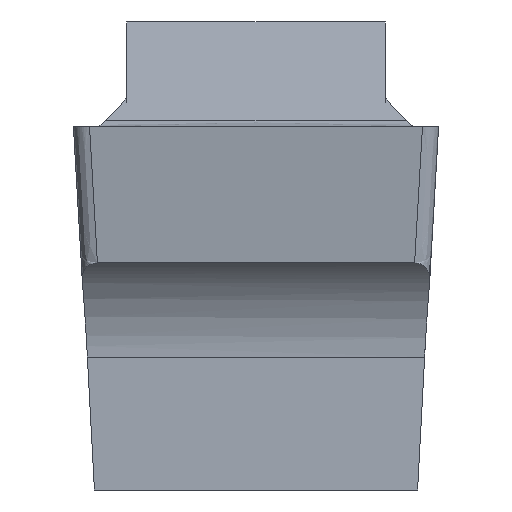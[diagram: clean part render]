
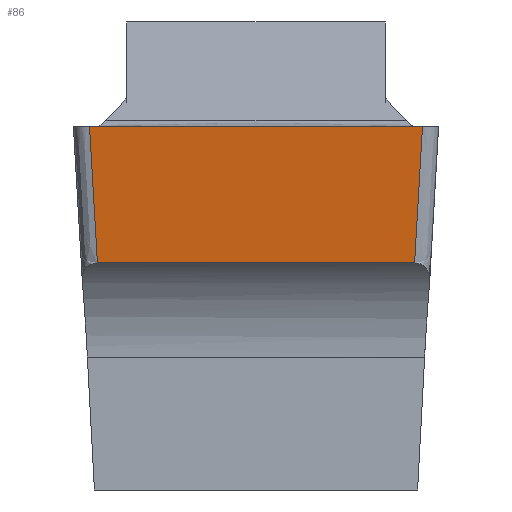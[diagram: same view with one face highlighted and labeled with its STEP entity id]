
A CAD part, front view. The second image highlights one B-rep face of the part: STEP entity #86.
In plain terms, the highlighted planar face has unit normal (0, -0.993, -0.122).
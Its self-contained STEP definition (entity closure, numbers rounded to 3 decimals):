
#58=B_SPLINE_CURVE_WITH_KNOTS('',3,(#1056,#1057,#1058,#1059),
 .UNSPECIFIED.,.F.,.F.,(4,4),(0.,1.),.UNSPECIFIED.);
#59=B_SPLINE_CURVE_WITH_KNOTS('',3,(#1072,#1073,#1074,#1075),
 .UNSPECIFIED.,.F.,.F.,(4,4),(0.,1.),.UNSPECIFIED.);
#86=ADVANCED_FACE('SIDE_FP_AN_SU1',(#134),#108,.F.);
#108=PLANE('',#621);
#134=FACE_OUTER_BOUND('',#162,.T.);
#162=EDGE_LOOP('',(#291,#292,#293,#294));
#291=ORIENTED_EDGE('',*,*,#448,.T.);
#292=ORIENTED_EDGE('',*,*,#437,.F.);
#293=ORIENTED_EDGE('',*,*,#449,.T.);
#294=ORIENTED_EDGE('',*,*,#421,.F.);
#362=VERTEX_POINT('',#904);
#364=VERTEX_POINT('',#927);
#370=VERTEX_POINT('',#1009);
#371=VERTEX_POINT('',#1011);
#421=EDGE_CURVE('',#364,#362,#491,.T.);
#437=EDGE_CURVE('',#370,#371,#502,.T.);
#448=EDGE_CURVE('',#364,#371,#58,.T.);
#449=EDGE_CURVE('',#370,#362,#59,.T.);
#491=LINE('',#928,#545);
#502=LINE('',#1010,#557);
#545=VECTOR('',#688,1.);
#557=VECTOR('',#714,1.);
#621=AXIS2_PLACEMENT_3D('',#1093,#730,#731);
#688=DIRECTION('',(-1.,0.,0.));
#714=DIRECTION('',(1.,0.,0.));
#730=DIRECTION('',(0.,0.993,0.122));
#731=DIRECTION('',(-0.057,0.122,-0.991));
#904=CARTESIAN_POINT('',(-1.962,-12.847,-1.686));
#927=CARTESIAN_POINT('',(1.962,-12.847,-1.686));
#928=CARTESIAN_POINT('',(5.,-12.847,-1.686));
#1009=CARTESIAN_POINT('',(-2.06,-13.054,0.));
#1010=CARTESIAN_POINT('',(-17.3,-13.054,0.));
#1011=CARTESIAN_POINT('',(2.06,-13.054,0.));
#1056=CARTESIAN_POINT('',(1.962,-12.847,-1.686));
#1057=CARTESIAN_POINT('',(1.995,-12.916,-1.124));
#1058=CARTESIAN_POINT('',(2.027,-12.985,-0.562));
#1059=CARTESIAN_POINT('',(2.06,-13.054,0.));
#1072=CARTESIAN_POINT('',(-2.06,-13.054,0.));
#1073=CARTESIAN_POINT('',(-2.027,-12.985,-0.562));
#1074=CARTESIAN_POINT('',(-1.995,-12.916,-1.124));
#1075=CARTESIAN_POINT('',(-1.962,-12.847,-1.686));
#1093=CARTESIAN_POINT('',(2.133,-12.766,-2.348));
